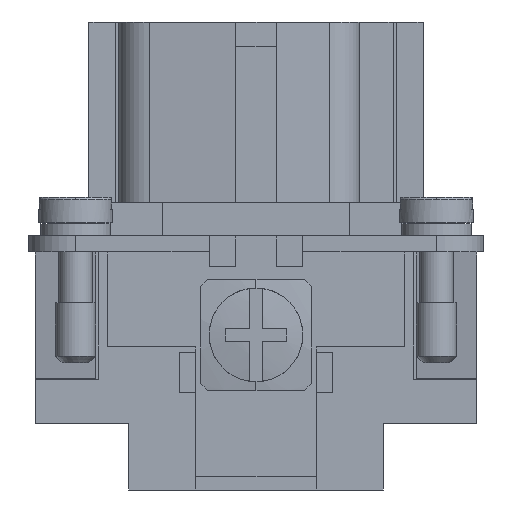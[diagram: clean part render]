
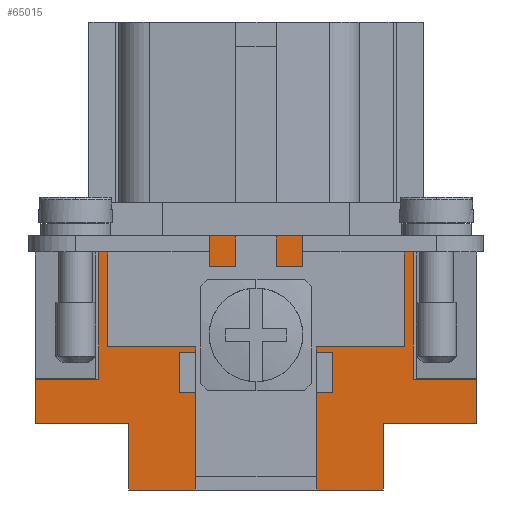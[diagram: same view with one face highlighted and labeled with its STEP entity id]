
A CAD part, left-side view. The second image highlights one B-rep face of the part: STEP entity #65015.
In plain terms, the highlighted planar face has unit normal (-1, 0, 0).
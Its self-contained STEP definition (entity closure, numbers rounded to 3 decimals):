
#53485=CARTESIAN_POINT('',(-45.0,11.75,19.0));
#53486=VERTEX_POINT('',#53485);
#53493=CARTESIAN_POINT('',(-45.0,-11.75,19.0));
#53494=VERTEX_POINT('',#53493);
#53495=CARTESIAN_POINT('',(-45.0,-11.75,19.0));
#53496=DIRECTION('',(0.0,1.0,0.0));
#53497=VECTOR('',#53496,23.5);
#53498=LINE('',#53495,#53497);
#53499=EDGE_CURVE('',#53494,#53486,#53498,.T.);
#58299=CARTESIAN_POINT('',(-45.0,-11.75,8.3));
#58300=VERTEX_POINT('',#58299);
#58309=CARTESIAN_POINT('',(-45.0,-11.75,8.3));
#58310=DIRECTION('',(0.0,0.0,1.0));
#58311=VECTOR('',#58310,10.7);
#58312=LINE('',#58309,#58311);
#58313=EDGE_CURVE('',#58300,#53494,#58312,.T.);
#58323=CARTESIAN_POINT('',(-45.0,-16.5,8.3));
#58324=VERTEX_POINT('',#58323);
#58325=CARTESIAN_POINT('',(-45.0,-16.5,8.3));
#58326=DIRECTION('',(0.0,1.0,0.0));
#58327=VECTOR('',#58326,4.75);
#58328=LINE('',#58325,#58327);
#58329=EDGE_CURVE('',#58324,#58300,#58328,.T.);
#58347=CARTESIAN_POINT('',(-45.0,11.75,8.3));
#58348=VERTEX_POINT('',#58347);
#58357=CARTESIAN_POINT('',(-45.0,11.75,19.0));
#58358=DIRECTION('',(0.0,0.0,-1.0));
#58359=VECTOR('',#58358,10.7);
#58360=LINE('',#58357,#58359);
#58361=EDGE_CURVE('',#53486,#58348,#58360,.T.);
#58403=CARTESIAN_POINT('',(-45.0,16.5,8.3));
#58404=VERTEX_POINT('',#58403);
#58405=CARTESIAN_POINT('',(-45.0,11.75,8.3));
#58406=DIRECTION('',(0.0,1.0,0.0));
#58407=VECTOR('',#58406,4.75);
#58408=LINE('',#58405,#58407);
#58409=EDGE_CURVE('',#58348,#58404,#58408,.T.);
#58540=CARTESIAN_POINT('',(-45.0,16.5,5.0));
#58541=VERTEX_POINT('',#58540);
#58548=CARTESIAN_POINT('',(-45.0,16.5,5.0));
#58549=DIRECTION('',(0.0,0.0,1.0));
#58550=VECTOR('',#58549,3.3);
#58551=LINE('',#58548,#58550);
#58552=EDGE_CURVE('',#58541,#58404,#58551,.T.);
#58701=CARTESIAN_POINT('',(-45.0,-16.5,5.0));
#58702=VERTEX_POINT('',#58701);
#58703=CARTESIAN_POINT('',(-45.0,-16.5,5.0));
#58704=DIRECTION('',(0.0,0.0,1.0));
#58705=VECTOR('',#58704,3.3);
#58706=LINE('',#58703,#58705);
#58707=EDGE_CURVE('',#58702,#58324,#58706,.T.);
#64481=CARTESIAN_POINT('',(-45.0,9.5,0.0));
#64482=VERTEX_POINT('',#64481);
#64489=CARTESIAN_POINT('',(-45.0,9.5,5.0));
#64490=VERTEX_POINT('',#64489);
#64491=CARTESIAN_POINT('',(-45.0,9.5,5.0));
#64492=DIRECTION('',(0.0,0.0,-1.0));
#64493=VECTOR('',#64492,5.0);
#64494=LINE('',#64491,#64493);
#64495=EDGE_CURVE('',#64490,#64482,#64494,.T.);
#64521=CARTESIAN_POINT('',(-45.0,-9.5,5.0));
#64522=VERTEX_POINT('',#64521);
#64529=CARTESIAN_POINT('',(-45.0,-9.5,0.0));
#64530=VERTEX_POINT('',#64529);
#64531=CARTESIAN_POINT('',(-45.0,-9.5,0.0));
#64532=DIRECTION('',(0.0,0.0,1.0));
#64533=VECTOR('',#64532,5.0);
#64534=LINE('',#64531,#64533);
#64535=EDGE_CURVE('',#64530,#64522,#64534,.T.);
#64898=CARTESIAN_POINT('',(-45.0,-9.5,5.0));
#64899=DIRECTION('',(0.0,-1.0,0.0));
#64900=VECTOR('',#64899,7.0);
#64901=LINE('',#64898,#64900);
#64902=EDGE_CURVE('',#64522,#58702,#64901,.T.);
#64949=CARTESIAN_POINT('',(-45.0,16.5,5.0));
#64950=DIRECTION('',(0.0,-1.0,0.0));
#64951=VECTOR('',#64950,7.0);
#64952=LINE('',#64949,#64951);
#64953=EDGE_CURVE('',#58541,#64490,#64952,.T.);
#64959=CARTESIAN_POINT('',(-45.0,-16.5,0.0));
#64960=DIRECTION('',(-1.0,0.0,0.0));
#64961=DIRECTION('',(0.0,0.0,1.0));
#64962=AXIS2_PLACEMENT_3D('',#64959,#64960,#64961);
#64963=PLANE('',#64962);
#64964=ORIENTED_EDGE('',*,*,#58313,.T.);
#64965=ORIENTED_EDGE('',*,*,#53499,.T.);
#64966=ORIENTED_EDGE('',*,*,#58361,.T.);
#64967=ORIENTED_EDGE('',*,*,#58409,.T.);
#64968=ORIENTED_EDGE('',*,*,#58552,.F.);
#64969=ORIENTED_EDGE('',*,*,#64953,.T.);
#64970=ORIENTED_EDGE('',*,*,#64495,.T.);
#64971=CARTESIAN_POINT('',(-45.0,4.55,0.0));
#64972=VERTEX_POINT('',#64971);
#64973=CARTESIAN_POINT('',(-45.0,9.5,0.0));
#64974=DIRECTION('',(0.0,-1.0,0.0));
#64975=VECTOR('',#64974,4.95);
#64976=LINE('',#64973,#64975);
#64977=EDGE_CURVE('',#64482,#64972,#64976,.T.);
#64978=ORIENTED_EDGE('',*,*,#64977,.T.);
#64979=CARTESIAN_POINT('',(-45.0,4.55,3.5));
#64980=VERTEX_POINT('',#64979);
#64981=CARTESIAN_POINT('',(-45.0,4.55,0.0));
#64982=DIRECTION('',(0.0,0.0,1.0));
#64983=VECTOR('',#64982,3.5);
#64984=LINE('',#64981,#64983);
#64985=EDGE_CURVE('',#64972,#64980,#64984,.T.);
#64986=ORIENTED_EDGE('',*,*,#64985,.T.);
#64987=CARTESIAN_POINT('',(-45.0,-4.55,3.5));
#64988=VERTEX_POINT('',#64987);
#64989=CARTESIAN_POINT('',(-45.0,4.55,3.5));
#64990=DIRECTION('',(0.0,-1.0,0.0));
#64991=VECTOR('',#64990,9.1);
#64992=LINE('',#64989,#64991);
#64993=EDGE_CURVE('',#64980,#64988,#64992,.T.);
#64994=ORIENTED_EDGE('',*,*,#64993,.T.);
#64995=CARTESIAN_POINT('',(-45.0,-4.55,0.0));
#64996=VERTEX_POINT('',#64995);
#64997=CARTESIAN_POINT('',(-45.0,-4.55,3.5));
#64998=DIRECTION('',(0.0,0.0,-1.0));
#64999=VECTOR('',#64998,3.5);
#65000=LINE('',#64997,#64999);
#65001=EDGE_CURVE('',#64988,#64996,#65000,.T.);
#65002=ORIENTED_EDGE('',*,*,#65001,.T.);
#65003=CARTESIAN_POINT('',(-45.0,-4.55,0.0));
#65004=DIRECTION('',(0.0,-1.0,0.0));
#65005=VECTOR('',#65004,4.95);
#65006=LINE('',#65003,#65005);
#65007=EDGE_CURVE('',#64996,#64530,#65006,.T.);
#65008=ORIENTED_EDGE('',*,*,#65007,.T.);
#65009=ORIENTED_EDGE('',*,*,#64535,.T.);
#65010=ORIENTED_EDGE('',*,*,#64902,.T.);
#65011=ORIENTED_EDGE('',*,*,#58707,.T.);
#65012=ORIENTED_EDGE('',*,*,#58329,.T.);
#65013=EDGE_LOOP('',(#64964,#64965,#64966,#64967,#64968,#64969,#64970,#64978,#64986,#64994,#65002,#65008,#65009,#65010,#65011,#65012));
#65014=FACE_OUTER_BOUND('',#65013,.T.);
#65015=ADVANCED_FACE('',(#65014),#64963,.T.);
